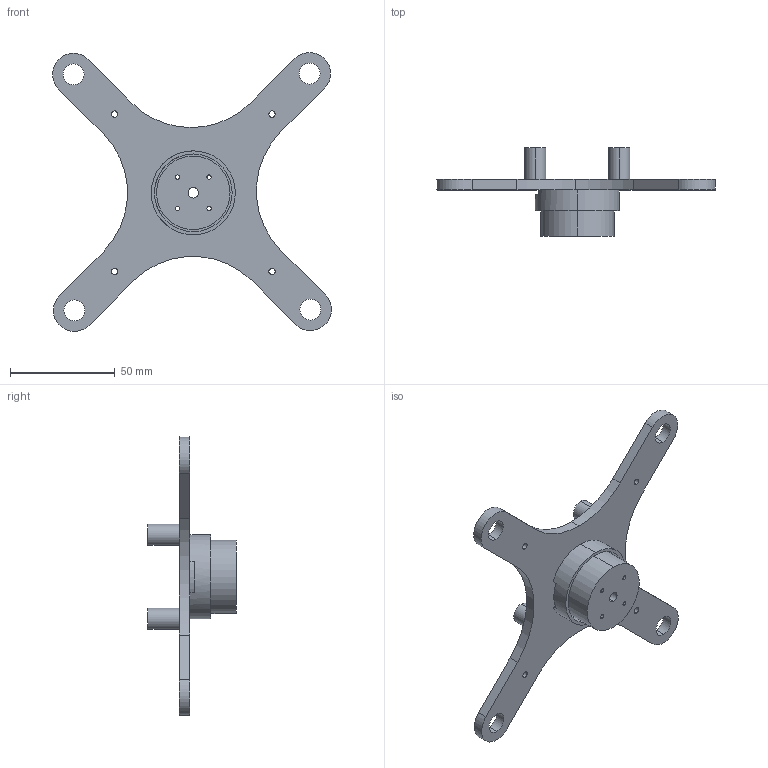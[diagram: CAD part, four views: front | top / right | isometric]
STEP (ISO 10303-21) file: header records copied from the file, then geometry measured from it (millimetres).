
FILE_DESCRIPTION (( 'STEP AP203' ), '1' );
FILE_NAME ('gimbal damber holder bottom.STEP', '2019-06-03T11:37:36', ( '' ), ( '' ), 'SwSTEP 2.0', 'SolidWorks 2018', '' );
FILE_SCHEMA (( 'CONFIG_CONTROL_DESIGN' ));
Length unit declared in the file: millimetre
Products named in the file (1): gimbal damber holder bottom
Bounding box: 132.78 x 42 x 132.79 mm (x, y, z)
Volume: 64108.4 mm3; surface area: 27622.3 mm2
Topology: 1 solids, 1 shells, 82 faces, 213 edges, 142 vertices
Faces by surface type: cylinder 59, plane 23
Entity records: 2712 total; most frequent: DIRECTION 501, CARTESIAN_POINT 438, ORIENTED_EDGE 426, EDGE_CURVE 213, AXIS2_PLACEMENT_3D 205, VERTEX_POINT 142, CIRCLE 122, EDGE_LOOP 119
